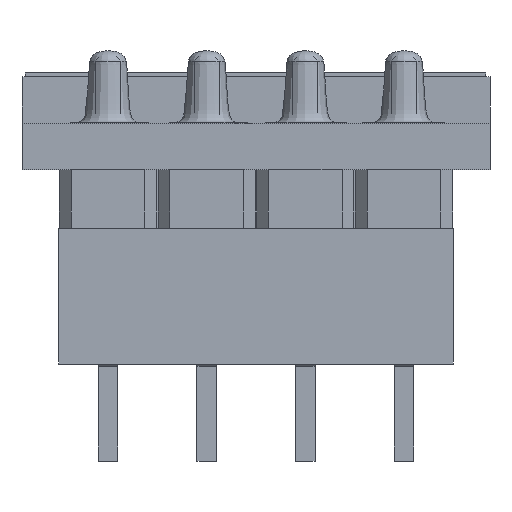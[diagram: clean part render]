
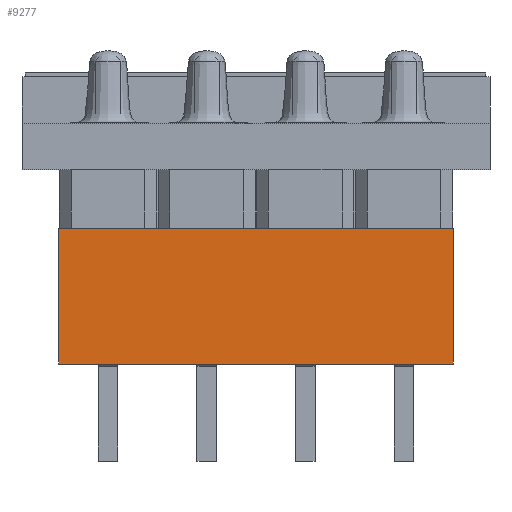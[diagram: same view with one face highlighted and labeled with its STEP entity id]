
A CAD part, front view. The second image highlights one B-rep face of the part: STEP entity #9277.
In plain terms, the highlighted planar face has unit normal (0, -1, 0).
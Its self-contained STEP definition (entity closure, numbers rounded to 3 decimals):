
#804=FACE_OUTER_BOUND('',#1361,.T.);
#1361=EDGE_LOOP('',(#6289,#6290,#6291,#6292));
#1929=LINE('',#12096,#2892);
#1997=LINE('',#12232,#2960);
#2002=LINE('',#12241,#2965);
#2003=LINE('',#12243,#2966);
#2892=VECTOR('',#10307,10.);
#2960=VECTOR('',#10429,10.);
#2965=VECTOR('',#10438,10.);
#2966=VECTOR('',#10441,10.);
#3849=VERTEX_POINT('',#12094);
#3850=VERTEX_POINT('',#12095);
#3890=VERTEX_POINT('',#12229);
#3893=VERTEX_POINT('',#12239);
#4761=EDGE_CURVE('',#3849,#3850,#1929,.T.);
#4829=EDGE_CURVE('',#3890,#3849,#1997,.T.);
#4834=EDGE_CURVE('',#3893,#3850,#2002,.T.);
#4835=EDGE_CURVE('',#3893,#3890,#2003,.T.);
#6289=ORIENTED_EDGE('',*,*,#4835,.F.);
#6290=ORIENTED_EDGE('',*,*,#4834,.T.);
#6291=ORIENTED_EDGE('',*,*,#4761,.F.);
#6292=ORIENTED_EDGE('',*,*,#4829,.F.);
#8935=PLANE('',#9899);
#9277=ADVANCED_FACE('',(#804),#8935,.T.);
#9899=AXIS2_PLACEMENT_3D('',#12242,#10439,#10440);
#10307=DIRECTION('',(1.,0.,0.));
#10429=DIRECTION('',(0.,0.,1.));
#10438=DIRECTION('',(0.,0.,1.));
#10439=DIRECTION('center_axis',(0.,-1.,0.));
#10440=DIRECTION('ref_axis',(1.,0.,0.));
#10441=DIRECTION('',(-1.,0.,0.));
#12094=CARTESIAN_POINT('',(-5.08,-1.25,3.5));
#12095=CARTESIAN_POINT('',(5.08,-1.25,3.5));
#12096=CARTESIAN_POINT('',(5.08,-1.25,3.5));
#12229=CARTESIAN_POINT('',(-5.08,-1.25,0.));
#12232=CARTESIAN_POINT('',(-5.08,-1.25,0.));
#12239=CARTESIAN_POINT('',(5.08,-1.25,0.));
#12241=CARTESIAN_POINT('',(5.08,-1.25,0.));
#12242=CARTESIAN_POINT('Origin',(-5.08,-1.25,0.));
#12243=CARTESIAN_POINT('',(5.08,-1.25,0.));
